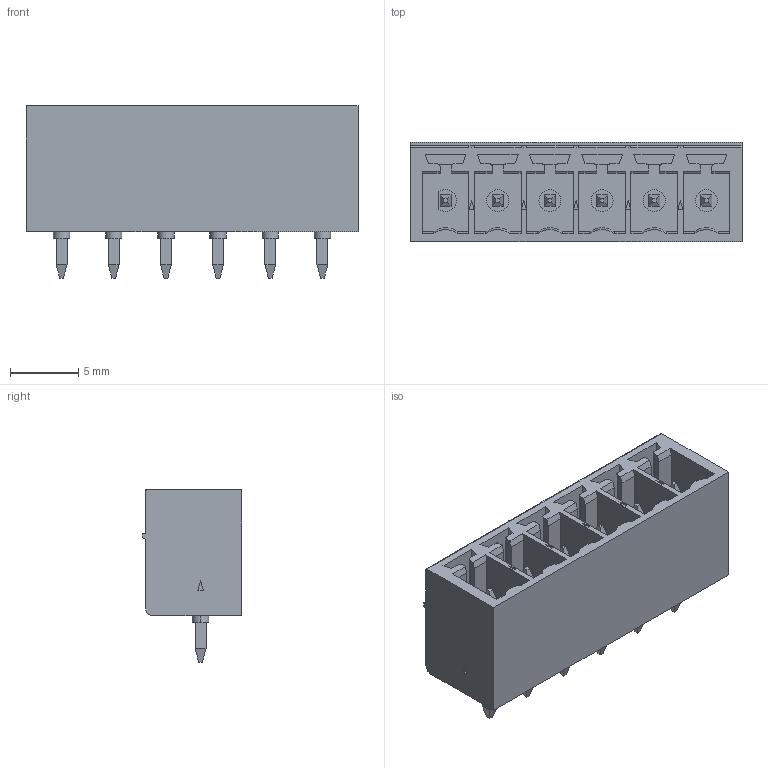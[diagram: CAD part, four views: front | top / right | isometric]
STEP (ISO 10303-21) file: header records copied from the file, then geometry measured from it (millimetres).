
FILE_DESCRIPTION((''),'2;1');
FILE_NAME('PHOENIX_1803468_3d.stp','2017-07-28T15:03:22',(''),(''),'Mechanical Desktop 2011','Mechanical Desktop 2011',', , ');
FILE_SCHEMA(('CONFIG_CONTROL_DESIGN'));
Length unit declared in the file: millimetre
Products named in the file (1): Product
Bounding box: 24.25 x 7.25 x 12.6 mm (x, y, z)
Volume: 918.9 mm3; surface area: 2079.6 mm2
Topology: 25 solids, 25 shells, 471 faces, 1121 edges, 716 vertices
Faces by surface type: plane 364, cylinder 77, sphere 18, cone 12
Entity records: 13404 total; most frequent: CARTESIAN_POINT 2300, DIRECTION 2275, ORIENTED_EDGE 2220, EDGE_CURVE 1110, VECTOR 889, LINE 889, VERTEX_POINT 718, AXIS2_PLACEMENT_3D 693
